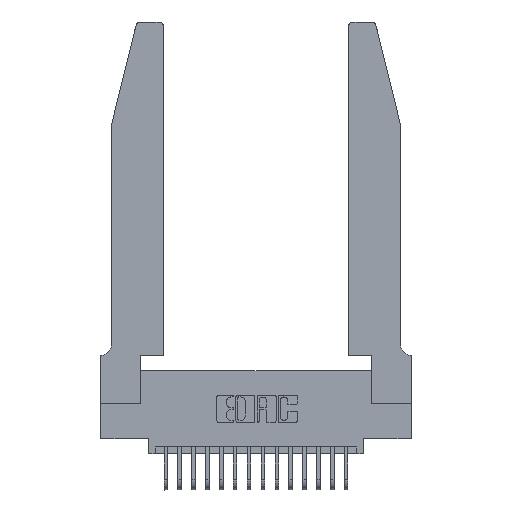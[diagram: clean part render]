
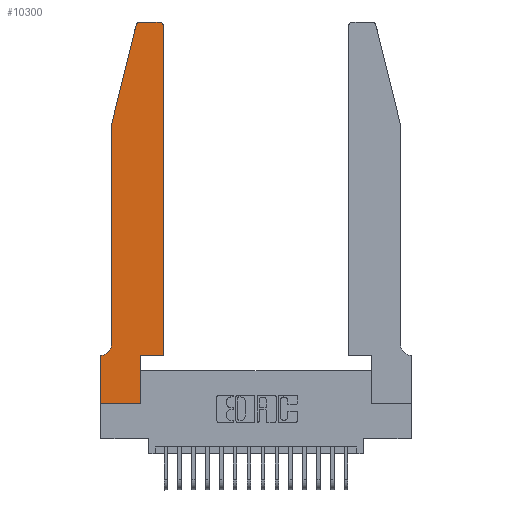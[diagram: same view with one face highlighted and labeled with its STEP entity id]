
A CAD part, top view. The second image highlights one B-rep face of the part: STEP entity #10300.
In plain terms, the highlighted planar face has unit normal (0, 0, 1).
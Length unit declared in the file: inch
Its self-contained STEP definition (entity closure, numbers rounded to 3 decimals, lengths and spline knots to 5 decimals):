
#317 = DIRECTION ( 'NONE',  ( -1., 0., 0. ) ) ;
#966 = EDGE_CURVE ( 'NONE', #15706, #1786, #1187, .T. ) ;
#1001 = CARTESIAN_POINT ( 'NONE',  ( 0., 0., 0.37 ) ) ;
#1187 = LINE ( 'NONE', #6152, #16626 ) ;
#1262 = DIRECTION ( 'NONE',  ( 0., 0., 1. ) ) ;
#1288 = CARTESIAN_POINT ( 'NONE',  ( 0.284, 2.75, 0.37 ) ) ;
#1315 = CARTESIAN_POINT ( 'NONE',  ( 0.4505, 0.35, 0.37 ) ) ;
#1345 = DIRECTION ( 'NONE',  ( -0.239, -0.971, 0. ) ) ;
#1514 = ORIENTED_EDGE ( 'NONE', *, *, #4846, .T. ) ;
#1576 = EDGE_CURVE ( 'NONE', #17451, #5510, #15196, .T. ) ;
#1753 = ORIENTED_EDGE ( 'NONE', *, *, #9804, .T. ) ;
#1786 = VERTEX_POINT ( 'NONE', #18015 ) ;
#2261 = ORIENTED_EDGE ( 'NONE', *, *, #14989, .T. ) ;
#2565 = VECTOR ( 'NONE', #3993, 39.37008 ) ;
#2637 = CARTESIAN_POINT ( 'NONE',  ( 0., 0.35, 0.37 ) ) ;
#2727 = EDGE_CURVE ( 'NONE', #13458, #8322, #7903, .T. ) ;
#2936 = ORIENTED_EDGE ( 'NONE', *, *, #966, .T. ) ;
#2960 = EDGE_CURVE ( 'NONE', #17851, #13458, #4587, .T. ) ;
#3088 = CARTESIAN_POINT ( 'NONE',  ( 0., 0., 0.37 ) ) ;
#3275 = VECTOR ( 'NONE', #12434, 39.37008 ) ;
#3634 = ORIENTED_EDGE ( 'NONE', *, *, #5415, .T. ) ;
#3905 = AXIS2_PLACEMENT_3D ( 'NONE', #17883, #8982, #9653 ) ;
#3931 = VECTOR ( 'NONE', #5955, 39.37008 ) ;
#3993 = DIRECTION ( 'NONE',  ( 0., -1., 0. ) ) ;
#4243 = DIRECTION ( 'NONE',  ( 0., 0., 1. ) ) ;
#4430 = LINE ( 'NONE', #17538, #5348 ) ;
#4538 = VECTOR ( 'NONE', #14047, 39.37008 ) ;
#4587 = CIRCLE ( 'NONE', #17513, 0.07 ) ;
#4762 = ORIENTED_EDGE ( 'NONE', *, *, #14000, .T. ) ;
#4846 = EDGE_CURVE ( 'NONE', #8322, #15978, #4430, .T. ) ;
#5348 = VECTOR ( 'NONE', #16045, 39.37008 ) ;
#5365 = VERTEX_POINT ( 'NONE', #13124 ) ;
#5415 = EDGE_CURVE ( 'NONE', #16317, #5365, #10562, .T. ) ;
#5510 = VERTEX_POINT ( 'NONE', #8983 ) ;
#5653 = EDGE_CURVE ( 'NONE', #5365, #5945, #18155, .T. ) ;
#5945 = VERTEX_POINT ( 'NONE', #1288 ) ;
#5955 = DIRECTION ( 'NONE',  ( -1., 0., 0. ) ) ;
#6127 = VECTOR ( 'NONE', #10334, 39.37008 ) ;
#6152 = CARTESIAN_POINT ( 'NONE',  ( 0.0755, 2., 0.37 ) ) ;
#6196 = ORIENTED_EDGE ( 'NONE', *, *, #1576, .T. ) ;
#6505 = LINE ( 'NONE', #18836, #2565 ) ;
#6972 = CARTESIAN_POINT ( 'NONE',  ( 0.4505, 0.35, 0.37 ) ) ;
#7903 = LINE ( 'NONE', #11989, #3931 ) ;
#8077 = CARTESIAN_POINT ( 'NONE',  ( 0.4505, 0.35, 0.37 ) ) ;
#8322 = VERTEX_POINT ( 'NONE', #2637 ) ;
#8494 = DIRECTION ( 'NONE',  ( 0., 0., -1. ) ) ;
#8584 = ORIENTED_EDGE ( 'NONE', *, *, #5653, .T. ) ;
#8808 = ORIENTED_EDGE ( 'NONE', *, *, #17392, .T. ) ;
#8852 = AXIS2_PLACEMENT_3D ( 'NONE', #10273, #1262, #11785 ) ;
#8982 = DIRECTION ( 'NONE',  ( 0., 0., 1. ) ) ;
#8983 = CARTESIAN_POINT ( 'NONE',  ( 0.2865, 0.35, 0.37 ) ) ;
#9203 = EDGE_LOOP ( 'NONE', ( #8584, #4762, #2936, #2261, #9308, #13944, #1514, #15577, #6196, #1753, #8808, #3634 ) ) ;
#9308 = ORIENTED_EDGE ( 'NONE', *, *, #2960, .T. ) ;
#9579 = AXIS2_PLACEMENT_3D ( 'NONE', #13255, #4243, #14734 ) ;
#9653 = DIRECTION ( 'NONE',  ( 1., 0., 0. ) ) ;
#9749 = CARTESIAN_POINT ( 'NONE',  ( 0.2865, 0., 0.37 ) ) ;
#9804 = EDGE_CURVE ( 'NONE', #5510, #15585, #13222, .T. ) ;
#10273 = CARTESIAN_POINT ( 'NONE',  ( 0.284, 2.72, 0.37 ) ) ;
#10300 = ADVANCED_FACE ( 'NONE', ( #17129 ), #14909, .T. ) ;
#10334 = DIRECTION ( 'NONE',  ( 1., 0., 0. ) ) ;
#10342 = EDGE_CURVE ( 'NONE', #15978, #17451, #16198, .T. ) ;
#10562 = CIRCLE ( 'NONE', #9579, 0.03 ) ;
#10747 = CIRCLE ( 'NONE', #8852, 0.03 ) ;
#11785 = DIRECTION ( 'NONE',  ( 1., 0., 0. ) ) ;
#11989 = CARTESIAN_POINT ( 'NONE',  ( 0.0755, 0.35, 0.37 ) ) ;
#12251 = VECTOR ( 'NONE', #16537, 39.37008 ) ;
#12434 = DIRECTION ( 'NONE',  ( 0., 1., 0. ) ) ;
#12459 = CARTESIAN_POINT ( 'NONE',  ( 0.4505, 2.72, 0.37 ) ) ;
#12552 = LINE ( 'NONE', #8077, #4538 ) ;
#13124 = CARTESIAN_POINT ( 'NONE',  ( 0.4205, 2.75, 0.37 ) ) ;
#13222 = LINE ( 'NONE', #1315, #6127 ) ;
#13255 = CARTESIAN_POINT ( 'NONE',  ( 0.4205, 2.72, 0.37 ) ) ;
#13289 = CARTESIAN_POINT ( 'NONE',  ( 0.25487, 2.72718, 0.37 ) ) ;
#13458 = VERTEX_POINT ( 'NONE', #19114 ) ;
#13944 = ORIENTED_EDGE ( 'NONE', *, *, #2727, .T. ) ;
#14000 = EDGE_CURVE ( 'NONE', #5945, #15706, #10747, .T. ) ;
#14047 = DIRECTION ( 'NONE',  ( 0., 1., 0. ) ) ;
#14250 = VECTOR ( 'NONE', #317, 39.37008 ) ;
#14734 = DIRECTION ( 'NONE',  ( 1., 0., 0. ) ) ;
#14909 = PLANE ( 'NONE',  #3905 ) ;
#14989 = EDGE_CURVE ( 'NONE', #1786, #17851, #6505, .T. ) ;
#15196 = LINE ( 'NONE', #18953, #3275 ) ;
#15577 = ORIENTED_EDGE ( 'NONE', *, *, #10342, .T. ) ;
#15585 = VERTEX_POINT ( 'NONE', #6972 ) ;
#15706 = VERTEX_POINT ( 'NONE', #13289 ) ;
#15978 = VERTEX_POINT ( 'NONE', #1001 ) ;
#16045 = DIRECTION ( 'NONE',  ( 0., -1., 0. ) ) ;
#16198 = LINE ( 'NONE', #3088, #12251 ) ;
#16317 = VERTEX_POINT ( 'NONE', #12459 ) ;
#16537 = DIRECTION ( 'NONE',  ( 1., 0., 0. ) ) ;
#16626 = VECTOR ( 'NONE', #1345, 39.37008 ) ;
#16685 = CARTESIAN_POINT ( 'NONE',  ( 0.0755, 0.42, 0.37 ) ) ;
#17129 = FACE_OUTER_BOUND ( 'NONE', #9203, .T. ) ;
#17392 = EDGE_CURVE ( 'NONE', #15585, #16317, #12552, .T. ) ;
#17414 = CARTESIAN_POINT ( 'NONE',  ( 0.0055, 0.42, 0.37 ) ) ;
#17451 = VERTEX_POINT ( 'NONE', #9749 ) ;
#17513 = AXIS2_PLACEMENT_3D ( 'NONE', #17414, #8494, #18863 ) ;
#17538 = CARTESIAN_POINT ( 'NONE',  ( 0., 0., 0.37 ) ) ;
#17851 = VERTEX_POINT ( 'NONE', #16685 ) ;
#17883 = CARTESIAN_POINT ( 'NONE',  ( 0., 0.35, 0.37 ) ) ;
#18015 = CARTESIAN_POINT ( 'NONE',  ( 0.0755, 2., 0.37 ) ) ;
#18155 = LINE ( 'NONE', #18173, #14250 ) ;
#18173 = CARTESIAN_POINT ( 'NONE',  ( 0.2605, 2.75, 0.37 ) ) ;
#18836 = CARTESIAN_POINT ( 'NONE',  ( 0.0755, 2., 0.37 ) ) ;
#18863 = DIRECTION ( 'NONE',  ( -1., 0., 0. ) ) ;
#18953 = CARTESIAN_POINT ( 'NONE',  ( 0.2865, 0.35, 0.37 ) ) ;
#19114 = CARTESIAN_POINT ( 'NONE',  ( 0.0055, 0.35, 0.37 ) ) ;
